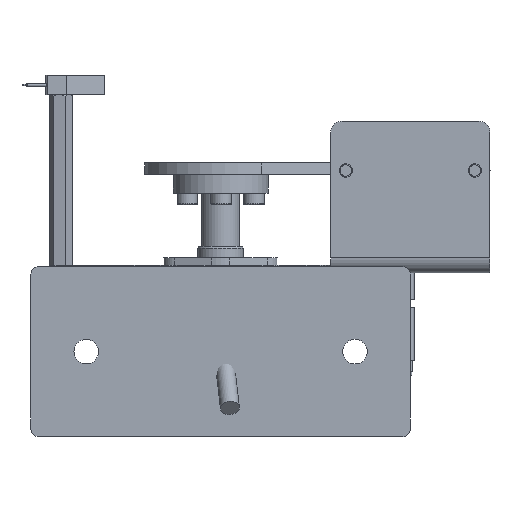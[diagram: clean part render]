
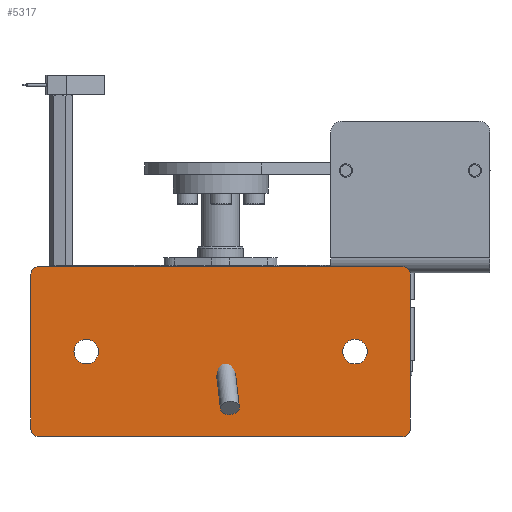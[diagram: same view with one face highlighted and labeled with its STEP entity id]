
A CAD part, front view. The second image highlights one B-rep face of the part: STEP entity #5317.
In plain terms, the highlighted face is planar.
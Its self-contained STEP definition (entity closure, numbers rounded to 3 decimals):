
#347=FACE_BOUND('',#1132,.T.);
#348=FACE_BOUND('',#1133,.T.);
#474=PLANE('',#6143);
#748=FACE_OUTER_BOUND('',#1131,.T.);
#1131=EDGE_LOOP('',(#4642,#4643,#4644,#4645,#4646,#4647,#4648,#4649));
#1132=EDGE_LOOP('',(#4650));
#1133=EDGE_LOOP('',(#4651));
#1506=LINE('',#10043,#1917);
#1520=LINE('',#10085,#1931);
#1538=LINE('',#10125,#1949);
#1539=LINE('',#10127,#1950);
#1917=VECTOR('',#7462,10.);
#1931=VECTOR('',#7498,10.);
#1949=VECTOR('',#7540,10.);
#1950=VECTOR('',#7543,10.);
#2270=CIRCLE('',#6113,2.);
#2276=CIRCLE('',#6122,2.);
#2280=CIRCLE('',#6128,2.);
#2281=CIRCLE('',#6131,2.);
#2282=CIRCLE('',#6133,3.25);
#2283=CIRCLE('',#6135,3.25);
#2674=VERTEX_POINT('',#10005);
#2675=VERTEX_POINT('',#10006);
#2691=VERTEX_POINT('',#10042);
#2700=VERTEX_POINT('',#10062);
#2706=VERTEX_POINT('',#10078);
#2707=VERTEX_POINT('',#10079);
#2708=VERTEX_POINT('',#10084);
#2713=VERTEX_POINT('',#10097);
#2714=VERTEX_POINT('',#10101);
#2715=VERTEX_POINT('',#10105);
#3334=EDGE_CURVE('',#2674,#2675,#2270,.T.);
#3352=EDGE_CURVE('',#2691,#2675,#1506,.T.);
#3362=EDGE_CURVE('',#2691,#2700,#2276,.T.);
#3370=EDGE_CURVE('',#2706,#2707,#2280,.T.);
#3373=EDGE_CURVE('',#2708,#2707,#1520,.T.);
#3380=EDGE_CURVE('',#2708,#2713,#2281,.T.);
#3383=EDGE_CURVE('',#2714,#2714,#2282,.T.);
#3385=EDGE_CURVE('',#2715,#2715,#2283,.T.);
#3394=EDGE_CURVE('',#2674,#2713,#1538,.T.);
#3395=EDGE_CURVE('',#2706,#2700,#1539,.T.);
#4642=ORIENTED_EDGE('',*,*,#3334,.F.);
#4643=ORIENTED_EDGE('',*,*,#3394,.T.);
#4644=ORIENTED_EDGE('',*,*,#3380,.F.);
#4645=ORIENTED_EDGE('',*,*,#3373,.T.);
#4646=ORIENTED_EDGE('',*,*,#3370,.F.);
#4647=ORIENTED_EDGE('',*,*,#3395,.T.);
#4648=ORIENTED_EDGE('',*,*,#3362,.F.);
#4649=ORIENTED_EDGE('',*,*,#3352,.T.);
#4650=ORIENTED_EDGE('',*,*,#3383,.T.);
#4651=ORIENTED_EDGE('',*,*,#3385,.T.);
#5317=ADVANCED_FACE('',(#748,#347,#348),#474,.T.);
#6113=AXIS2_PLACEMENT_3D('',#10007,#7436,#7437);
#6122=AXIS2_PLACEMENT_3D('',#10063,#7476,#7477);
#6128=AXIS2_PLACEMENT_3D('',#10080,#7492,#7493);
#6131=AXIS2_PLACEMENT_3D('',#10098,#7507,#7508);
#6133=AXIS2_PLACEMENT_3D('',#10103,#7513,#7514);
#6135=AXIS2_PLACEMENT_3D('',#10107,#7518,#7519);
#6143=AXIS2_PLACEMENT_3D('',#10128,#7544,#7545);
#7436=DIRECTION('center_axis',(-1.,0.,0.));
#7437=DIRECTION('ref_axis',(0.,-0.707,0.707));
#7462=DIRECTION('',(0.,-1.,0.));
#7476=DIRECTION('center_axis',(-1.,0.,0.));
#7477=DIRECTION('ref_axis',(0.,0.707,0.707));
#7492=DIRECTION('center_axis',(-1.,0.,0.));
#7493=DIRECTION('ref_axis',(0.,0.707,-0.707));
#7498=DIRECTION('',(0.,1.,0.));
#7507=DIRECTION('center_axis',(-1.,0.,0.));
#7508=DIRECTION('ref_axis',(0.,-0.707,-0.707));
#7513=DIRECTION('center_axis',(-1.,0.,0.));
#7514=DIRECTION('ref_axis',(0.,0.,1.));
#7518=DIRECTION('center_axis',(-1.,0.,0.));
#7519=DIRECTION('ref_axis',(0.,0.,1.));
#7540=DIRECTION('',(0.,0.,-1.));
#7543=DIRECTION('',(0.,0.,1.));
#7544=DIRECTION('center_axis',(1.,0.,0.));
#7545=DIRECTION('ref_axis',(0.,0.,-1.));
#10005=CARTESIAN_POINT('',(44.,-37.3,1.15));
#10006=CARTESIAN_POINT('',(44.,-35.3,3.15));
#10007=CARTESIAN_POINT('Origin',(44.,-35.3,1.15));
#10042=CARTESIAN_POINT('',(44.,60.7,3.15));
#10043=CARTESIAN_POINT('',(44.,62.7,3.15));
#10062=CARTESIAN_POINT('',(44.,62.7,1.15));
#10063=CARTESIAN_POINT('Origin',(44.,60.7,1.15));
#10078=CARTESIAN_POINT('',(44.,62.7,-39.65));
#10079=CARTESIAN_POINT('',(44.,60.7,-41.65));
#10080=CARTESIAN_POINT('Origin',(44.,60.7,-39.65));
#10084=CARTESIAN_POINT('',(44.,-35.3,-41.65));
#10085=CARTESIAN_POINT('',(44.,-37.3,-41.65));
#10097=CARTESIAN_POINT('',(44.,-37.3,-39.65));
#10098=CARTESIAN_POINT('Origin',(44.,-35.3,-39.65));
#10101=CARTESIAN_POINT('',(44.,48.125,-22.5));
#10103=CARTESIAN_POINT('Origin',(44.,48.125,-19.25));
#10105=CARTESIAN_POINT('',(44.,-22.725,-22.5));
#10107=CARTESIAN_POINT('Origin',(44.,-22.725,-19.25));
#10125=CARTESIAN_POINT('',(44.,-37.3,3.15));
#10127=CARTESIAN_POINT('',(44.,62.7,-41.65));
#10128=CARTESIAN_POINT('Origin',(44.,12.7,-19.25));
